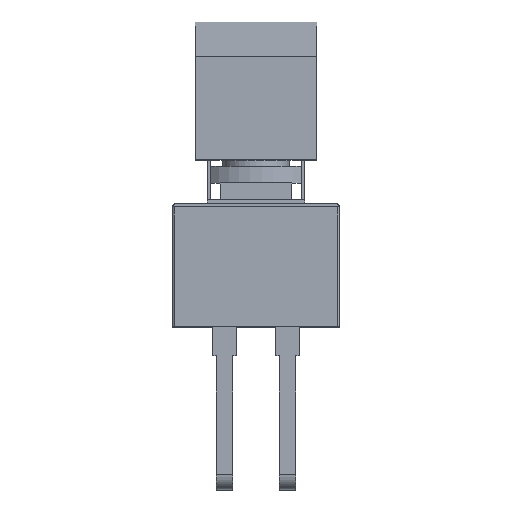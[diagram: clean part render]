
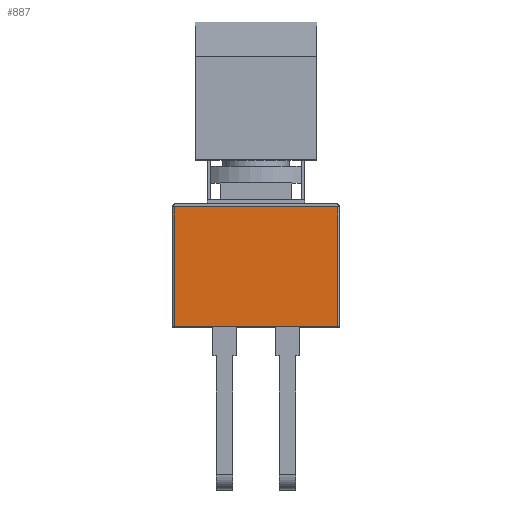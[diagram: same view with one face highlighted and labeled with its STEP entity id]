
A CAD part, top view. The second image highlights one B-rep face of the part: STEP entity #887.
In plain terms, the highlighted planar face has unit normal (0, 0, 1).
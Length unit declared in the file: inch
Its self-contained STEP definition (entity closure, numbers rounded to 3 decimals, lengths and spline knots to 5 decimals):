
#887 = ADVANCED_FACE( '', ( #1757 ), #1758, .T. );
#1757 = FACE_OUTER_BOUND( '', #2634, .T. );
#1758 = PLANE( '', #2635 );
#2634 = EDGE_LOOP( '', ( #4956, #4957, #4958, #4959 ) );
#2635 = AXIS2_PLACEMENT_3D( '', #4960, #4961, #4962 );
#4956 = ORIENTED_EDGE( '', *, *, #5858, .F. );
#4957 = ORIENTED_EDGE( '', *, *, #6203, .F. );
#4958 = ORIENTED_EDGE( '', *, *, #5626, .T. );
#4959 = ORIENTED_EDGE( '', *, *, #5705, .T. );
#4960 = CARTESIAN_POINT( '', ( -0.24488, -0.37, 0.256 ) );
#4961 = DIRECTION( '', ( 0., 0., 1. ) );
#4962 = DIRECTION( '', ( 1., 0., 0. ) );
#5626 = EDGE_CURVE( '', #6841, #6839, #6842, .T. );
#5705 = EDGE_CURVE( '', #6839, #6973, #6976, .T. );
#5858 = EDGE_CURVE( '', #7218, #6973, #7220, .T. );
#6203 = EDGE_CURVE( '', #6841, #7218, #7695, .T. );
#6839 = VERTEX_POINT( '', #8529 );
#6841 = VERTEX_POINT( '', #8531 );
#6842 = LINE( '', #8532, #8533 );
#6973 = VERTEX_POINT( '', #8714 );
#6976 = LINE( '', #8717, #8718 );
#7218 = VERTEX_POINT( '', #9064 );
#7220 = LINE( '', #9066, #9067 );
#7695 = LINE( '', #9752, #9753 );
#8529 = CARTESIAN_POINT( '', ( 0.24488, -0.37, 0.256 ) );
#8531 = CARTESIAN_POINT( '', ( -0.24488, -0.37, 0.256 ) );
#8532 = CARTESIAN_POINT( '', ( -0.24488, -0.37, 0.256 ) );
#8533 = VECTOR( '', #10307, 39.37008 );
#8714 = CARTESIAN_POINT( '', ( 0.24488, -0.01, 0.256 ) );
#8717 = CARTESIAN_POINT( '', ( 0.24488, -0.37, 0.256 ) );
#8718 = VECTOR( '', #10400, 39.37008 );
#9064 = CARTESIAN_POINT( '', ( -0.24488, -0.01, 0.256 ) );
#9066 = CARTESIAN_POINT( '', ( -0.24488, -0.01, 0.256 ) );
#9067 = VECTOR( '', #10565, 39.37008 );
#9752 = CARTESIAN_POINT( '', ( -0.24488, -0.37, 0.256 ) );
#9753 = VECTOR( '', #10893, 39.37008 );
#10307 = DIRECTION( '', ( 1., 0., 0. ) );
#10400 = DIRECTION( '', ( 0., 1., 0. ) );
#10565 = DIRECTION( '', ( 1., 0., 0. ) );
#10893 = DIRECTION( '', ( 0., 1., 0. ) );
